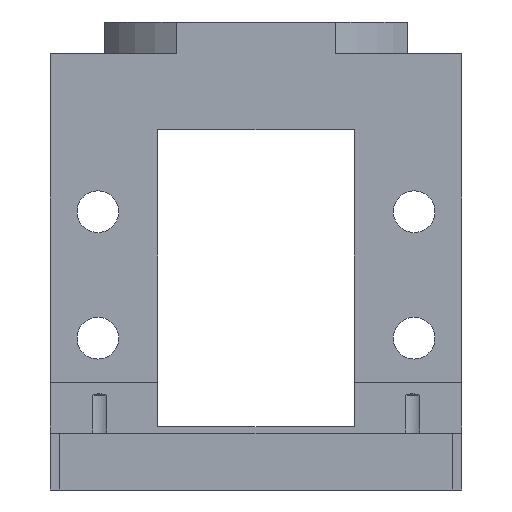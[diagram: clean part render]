
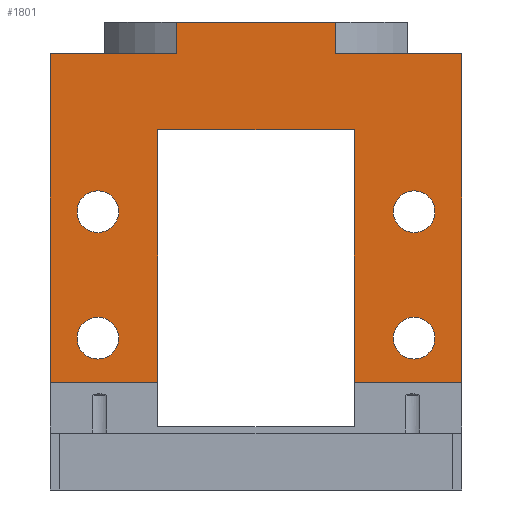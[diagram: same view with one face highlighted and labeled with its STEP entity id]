
A CAD part, front view. The second image highlights one B-rep face of the part: STEP entity #1801.
In plain terms, the highlighted planar face has unit normal (0, -1, 0).
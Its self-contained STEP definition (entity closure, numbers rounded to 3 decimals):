
#759=CARTESIAN_POINT('',(-28.3,-25.,39.));
#760=VERTEX_POINT('',#759);
#767=CARTESIAN_POINT('',(-21.7,-25.,39.));
#768=VERTEX_POINT('',#767);
#769=CARTESIAN_POINT('',(-25.,-25.,39.));
#770=DIRECTION('',(0.,-1.,0.));
#771=DIRECTION('',(1.,0.,0.));
#772=AXIS2_PLACEMENT_3D('',#769,#770,#771);
#773=CIRCLE('',#772,3.3);
#774=EDGE_CURVE('',#760,#768,#773,.T.);
#801=CARTESIAN_POINT('',(-28.3,-25.,19.));
#802=VERTEX_POINT('',#801);
#809=CARTESIAN_POINT('',(-21.7,-25.,19.));
#810=VERTEX_POINT('',#809);
#811=CARTESIAN_POINT('',(-25.,-25.,19.));
#812=DIRECTION('',(0.,-1.,0.));
#813=DIRECTION('',(1.,0.,0.));
#814=AXIS2_PLACEMENT_3D('',#811,#812,#813);
#815=CIRCLE('',#814,3.3);
#816=EDGE_CURVE('',#802,#810,#815,.T.);
#843=CARTESIAN_POINT('',(21.7,-25.,19.));
#844=VERTEX_POINT('',#843);
#851=CARTESIAN_POINT('',(28.3,-25.,19.));
#852=VERTEX_POINT('',#851);
#853=CARTESIAN_POINT('',(25.,-25.,19.));
#854=DIRECTION('',(0.,-1.,0.));
#855=DIRECTION('',(1.,0.,0.));
#856=AXIS2_PLACEMENT_3D('',#853,#854,#855);
#857=CIRCLE('',#856,3.3);
#858=EDGE_CURVE('',#844,#852,#857,.T.);
#885=CARTESIAN_POINT('',(21.7,-25.,39.));
#886=VERTEX_POINT('',#885);
#893=CARTESIAN_POINT('',(28.3,-25.,39.));
#894=VERTEX_POINT('',#893);
#895=CARTESIAN_POINT('',(25.,-25.,39.));
#896=DIRECTION('',(0.,-1.,0.));
#897=DIRECTION('',(1.,0.,0.));
#898=AXIS2_PLACEMENT_3D('',#895,#896,#897);
#899=CIRCLE('',#898,3.3);
#900=EDGE_CURVE('',#886,#894,#899,.T.);
#1145=CARTESIAN_POINT('',(25.,-25.,39.));
#1146=DIRECTION('',(0.,-1.,0.));
#1147=DIRECTION('',(1.,0.,0.));
#1148=AXIS2_PLACEMENT_3D('',#1145,#1146,#1147);
#1149=CIRCLE('',#1148,3.3);
#1150=EDGE_CURVE('',#894,#886,#1149,.T.);
#1169=CARTESIAN_POINT('',(25.,-25.,19.));
#1170=DIRECTION('',(0.,-1.,0.));
#1171=DIRECTION('',(1.,0.,0.));
#1172=AXIS2_PLACEMENT_3D('',#1169,#1170,#1171);
#1173=CIRCLE('',#1172,3.3);
#1174=EDGE_CURVE('',#852,#844,#1173,.T.);
#1193=CARTESIAN_POINT('',(-25.,-25.,19.));
#1194=DIRECTION('',(0.,-1.,0.));
#1195=DIRECTION('',(1.,0.,0.));
#1196=AXIS2_PLACEMENT_3D('',#1193,#1194,#1195);
#1197=CIRCLE('',#1196,3.3);
#1198=EDGE_CURVE('',#810,#802,#1197,.T.);
#1217=CARTESIAN_POINT('',(-25.,-25.,39.));
#1218=DIRECTION('',(0.,-1.,0.));
#1219=DIRECTION('',(1.,0.,0.));
#1220=AXIS2_PLACEMENT_3D('',#1217,#1218,#1219);
#1221=CIRCLE('',#1220,3.3);
#1222=EDGE_CURVE('',#768,#760,#1221,.T.);
#1308=CARTESIAN_POINT('',(12.61,-25.,64.));
#1309=VERTEX_POINT('',#1308);
#1317=CARTESIAN_POINT('',(32.5,-25.,64.));
#1318=VERTEX_POINT('',#1317);
#1319=CARTESIAN_POINT('',(32.5,-25.,64.));
#1320=DIRECTION('',(-1.,0.,0.));
#1321=VECTOR('',#1320,19.89);
#1322=LINE('',#1319,#1321);
#1323=EDGE_CURVE('',#1318,#1309,#1322,.T.);
#1382=CARTESIAN_POINT('',(15.5,-25.,52.));
#1383=VERTEX_POINT('',#1382);
#1390=CARTESIAN_POINT('',(-15.5,-25.,52.));
#1391=VERTEX_POINT('',#1390);
#1392=CARTESIAN_POINT('',(15.5,-25.,52.));
#1393=DIRECTION('',(-1.,0.,0.));
#1394=VECTOR('',#1393,31.);
#1395=LINE('',#1392,#1394);
#1396=EDGE_CURVE('',#1383,#1391,#1395,.T.);
#1547=CARTESIAN_POINT('',(-12.61,-25.,69.));
#1548=VERTEX_POINT('',#1547);
#1556=CARTESIAN_POINT('',(12.61,-25.,69.));
#1557=VERTEX_POINT('',#1556);
#1558=CARTESIAN_POINT('',(-12.61,-25.,69.));
#1559=DIRECTION('',(1.,0.,-0.));
#1560=VECTOR('',#1559,25.219);
#1561=LINE('',#1558,#1560);
#1562=EDGE_CURVE('',#1548,#1557,#1561,.T.);
#1613=CARTESIAN_POINT('',(-12.61,-25.,64.));
#1614=VERTEX_POINT('',#1613);
#1622=CARTESIAN_POINT('',(-12.61,-25.,64.));
#1623=DIRECTION('',(0.,-0.,1.));
#1624=VECTOR('',#1623,5.);
#1625=LINE('',#1622,#1624);
#1626=EDGE_CURVE('',#1614,#1548,#1625,.T.);
#1644=CARTESIAN_POINT('',(12.61,-25.,64.));
#1645=DIRECTION('',(0.,0.,1.));
#1646=VECTOR('',#1645,5.);
#1647=LINE('',#1644,#1646);
#1648=EDGE_CURVE('',#1309,#1557,#1647,.T.);
#1721=CARTESIAN_POINT('',(32.5,-25.,64.));
#1722=DIRECTION('',(-0.,1.,0.));
#1723=DIRECTION('',(1.,0.,0.));
#1724=AXIS2_PLACEMENT_3D('',#1721,#1722,#1723);
#1725=PLANE('',#1724);
#1726=ORIENTED_EDGE('',*,*,#1174,.F.);
#1727=ORIENTED_EDGE('',*,*,#858,.F.);
#1728=EDGE_LOOP('',(#1726,#1727));
#1729=FACE_BOUND('',#1728,.T.);
#1730=ORIENTED_EDGE('',*,*,#1222,.F.);
#1731=ORIENTED_EDGE('',*,*,#774,.F.);
#1732=EDGE_LOOP('',(#1730,#1731));
#1733=FACE_BOUND('',#1732,.T.);
#1734=ORIENTED_EDGE('',*,*,#1198,.F.);
#1735=ORIENTED_EDGE('',*,*,#816,.F.);
#1736=EDGE_LOOP('',(#1734,#1735));
#1737=FACE_BOUND('',#1736,.T.);
#1738=ORIENTED_EDGE('',*,*,#1150,.F.);
#1739=ORIENTED_EDGE('',*,*,#900,.F.);
#1740=EDGE_LOOP('',(#1738,#1739));
#1741=FACE_BOUND('',#1740,.T.);
#1742=CARTESIAN_POINT('',(-32.5,-25.,64.));
#1743=VERTEX_POINT('',#1742);
#1744=CARTESIAN_POINT('',(-32.5,-25.,12.));
#1745=VERTEX_POINT('',#1744);
#1746=CARTESIAN_POINT('',(-32.5,-25.,64.));
#1747=DIRECTION('',(0.,0.,-1.));
#1748=VECTOR('',#1747,52.);
#1749=LINE('',#1746,#1748);
#1750=EDGE_CURVE('',#1743,#1745,#1749,.T.);
#1751=ORIENTED_EDGE('',*,*,#1750,.T.);
#1752=CARTESIAN_POINT('',(-15.5,-25.,12.));
#1753=VERTEX_POINT('',#1752);
#1754=CARTESIAN_POINT('',(-32.5,-25.,12.));
#1755=DIRECTION('',(1.,0.,-0.));
#1756=VECTOR('',#1755,17.);
#1757=LINE('',#1754,#1756);
#1758=EDGE_CURVE('',#1745,#1753,#1757,.T.);
#1759=ORIENTED_EDGE('',*,*,#1758,.T.);
#1760=CARTESIAN_POINT('',(-15.5,-25.,52.));
#1761=DIRECTION('',(0.,0.,-1.));
#1762=VECTOR('',#1761,40.);
#1763=LINE('',#1760,#1762);
#1764=EDGE_CURVE('',#1391,#1753,#1763,.T.);
#1765=ORIENTED_EDGE('',*,*,#1764,.F.);
#1766=ORIENTED_EDGE('',*,*,#1396,.F.);
#1767=CARTESIAN_POINT('',(15.5,-25.,12.));
#1768=VERTEX_POINT('',#1767);
#1769=CARTESIAN_POINT('',(15.5,-25.,52.));
#1770=DIRECTION('',(0.,0.,-1.));
#1771=VECTOR('',#1770,40.);
#1772=LINE('',#1769,#1771);
#1773=EDGE_CURVE('',#1383,#1768,#1772,.T.);
#1774=ORIENTED_EDGE('',*,*,#1773,.T.);
#1775=CARTESIAN_POINT('',(32.5,-25.,12.));
#1776=VERTEX_POINT('',#1775);
#1777=CARTESIAN_POINT('',(15.5,-25.,12.));
#1778=DIRECTION('',(1.,0.,-0.));
#1779=VECTOR('',#1778,17.);
#1780=LINE('',#1777,#1779);
#1781=EDGE_CURVE('',#1768,#1776,#1780,.T.);
#1782=ORIENTED_EDGE('',*,*,#1781,.T.);
#1783=CARTESIAN_POINT('',(32.5,-25.,64.));
#1784=DIRECTION('',(0.,0.,-1.));
#1785=VECTOR('',#1784,52.);
#1786=LINE('',#1783,#1785);
#1787=EDGE_CURVE('',#1318,#1776,#1786,.T.);
#1788=ORIENTED_EDGE('',*,*,#1787,.F.);
#1789=ORIENTED_EDGE('',*,*,#1323,.T.);
#1790=ORIENTED_EDGE('',*,*,#1648,.T.);
#1791=ORIENTED_EDGE('',*,*,#1562,.F.);
#1792=ORIENTED_EDGE('',*,*,#1626,.F.);
#1793=CARTESIAN_POINT('',(-32.5,-25.,64.));
#1794=DIRECTION('',(1.,0.,-0.));
#1795=VECTOR('',#1794,19.89);
#1796=LINE('',#1793,#1795);
#1797=EDGE_CURVE('',#1743,#1614,#1796,.T.);
#1798=ORIENTED_EDGE('',*,*,#1797,.F.);
#1799=EDGE_LOOP('',(#1751,#1759,#1765,#1766,#1774,#1782,#1788,#1789,#1790,#1791,#1792,#1798));
#1800=FACE_BOUND('',#1799,.T.);
#1801=ADVANCED_FACE('',(#1729,#1733,#1737,#1741,#1800),#1725,.F.);
